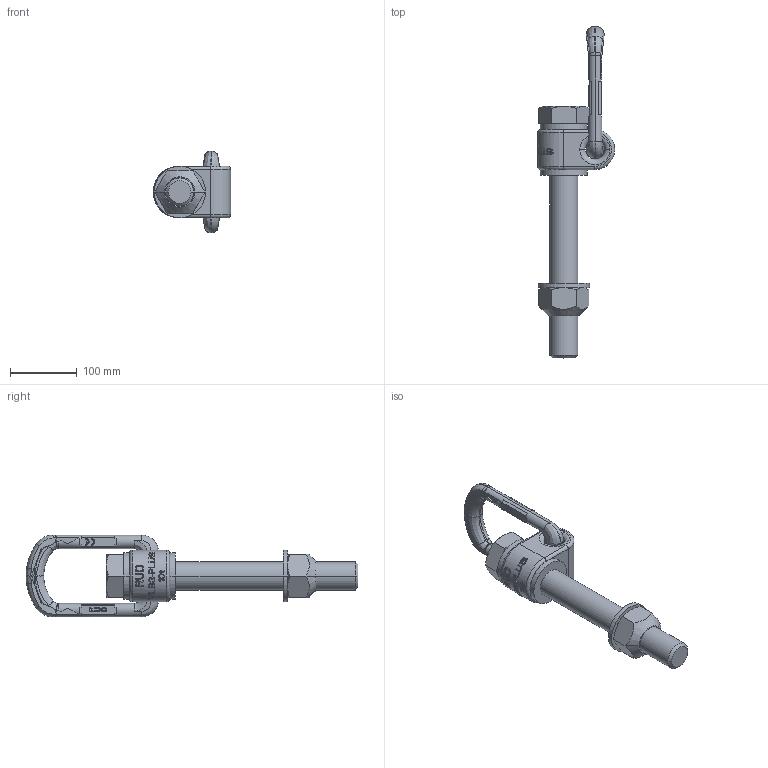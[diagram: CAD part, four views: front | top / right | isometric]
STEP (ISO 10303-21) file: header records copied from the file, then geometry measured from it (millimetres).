
FILE_DESCRIPTION((''),'2;1');
FILE_NAME('001-M31222-P-40_ASM','2019-02-06T',('anja.joas'),(''),'PRO/ENGINEER BY PARAMETRIC TECHNOLOGY CORPORATION, 2011490','PRO/ENGINEER BY PARAMETRIC TECHNOLOGY CORPORATION, 2011490','');
FILE_SCHEMA(('CONFIG_CONTROL_DESIGN'));
Length unit declared in the file: millimetre
Products named in the file (6): 001-M31222-P-10; 001-M31221-P-20; 001-M31125-P-20; 001-M31624-V09; 001-M31328-V15; 001-M31222-P-40_ASM
Assembly tree (5 placements, depth 2):
  001-M31222-P-40_ASM
    001-M31222-P-10
    001-M31221-P-20
    001-M31125-P-20
    001-M31624-V09
    001-M31328-V15
Bounding box: 115.5 x 496.25 x 122 mm (x, y, z)
Volume: 1262765.5 mm3; surface area: 178742.1 mm2
Topology: 5 solids, 5 shells, 909 faces, 2457 edges, 1604 vertices
Faces by surface type: plane 703, cylinder 96, bspline 72, cone 24, torus 14
Entity records: 33875 total; most frequent: CARTESIAN_POINT 12322, ORIENTED_EDGE 4914, DIRECTION 3741, EDGE_CURVE 2457, VERTEX_POINT 1604, VECTOR 1409, LINE 1409, AXIS2_PLACEMENT_3D 1166
